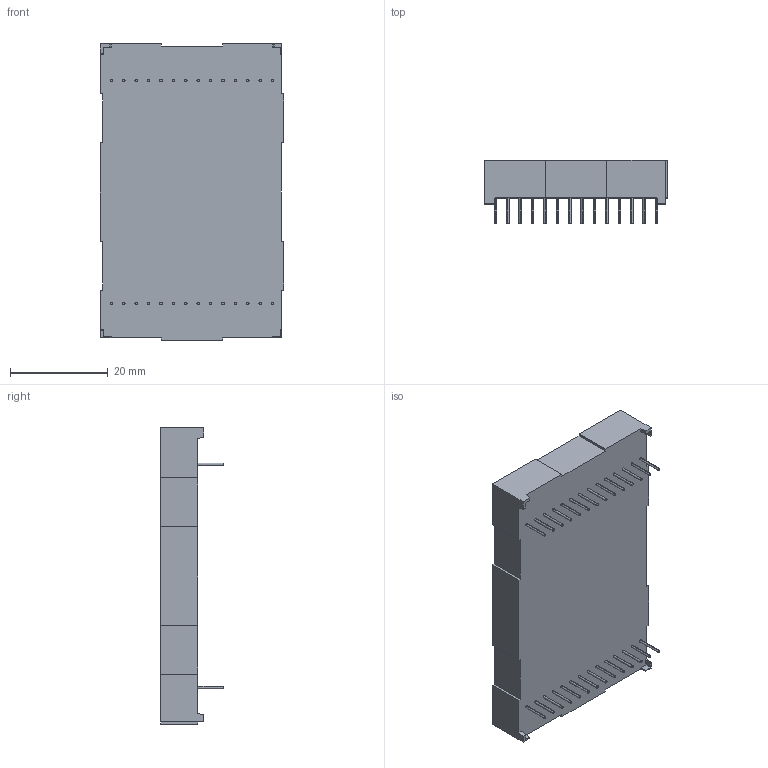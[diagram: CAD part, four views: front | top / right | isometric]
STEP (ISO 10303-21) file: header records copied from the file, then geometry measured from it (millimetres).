
FILE_DESCRIPTION (( 'STEP AP214' ), '1' );
FILE_NAME ('TBA-TBC24-22.STEP', '2008-09-07T17:07:39', ( '' ), ( '' ), 'SwSTEP 2.0', 'SolidWorks 2008', '' );
FILE_SCHEMA (( 'AUTOMOTIVE_DESIGN' ));
Length unit declared in the file: millimetre
Products named in the file (1): TBA-TBC24-22
Bounding box: 37.6 x 12.9 x 60.8 mm (x, y, z)
Volume: 17111.7 mm3; surface area: 6309.2 mm2
Topology: 1 solids, 1 shells, 537 faces, 1317 edges, 878 vertices
Faces by surface type: plane 285, cylinder 136, bspline 116
Entity records: 25005 total; most frequent: CARTESIAN_POINT 9121, ORIENTED_EDGE 2634, DIRECTION 2201, EDGE_CURVE 1317, VERTEX_POINT 878, LINE 813, VECTOR 813, AXIS2_PLACEMENT_3D 694
